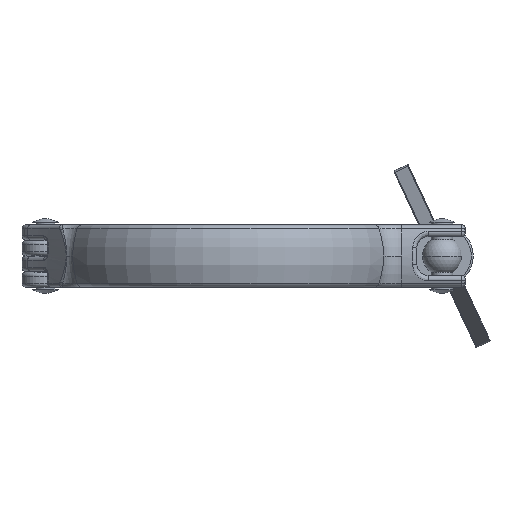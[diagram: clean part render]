
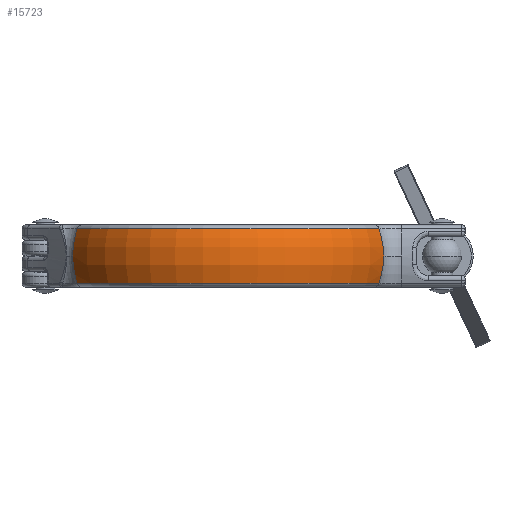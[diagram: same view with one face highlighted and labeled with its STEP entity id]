
A CAD part, front view. The second image highlights one B-rep face of the part: STEP entity #15723.
In plain terms, the highlighted toroidal (fillet/blend) face has major radius 23.75 mm and minor radius 20 mm.
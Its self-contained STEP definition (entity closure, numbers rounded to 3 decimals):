
#109 = CARTESIAN_POINT ( 'NONE',  ( 39.116, -16.554, -7.027 ) ) ;
#537 = CIRCLE ( 'NONE', #8968, 20. ) ;
#560 = EDGE_CURVE ( 'NONE', #10802, #7229, #537, .T. ) ;
#1014 = DIRECTION ( 'NONE',  ( 0.39, 0.921, 0. ) ) ;
#1238 = CARTESIAN_POINT ( 'NONE',  ( -21.433, -10.231, 0. ) ) ;
#2221 = DIRECTION ( 'NONE',  ( 0., 0., -1. ) ) ;
#2393 = TOROIDAL_SURFACE ( 'NONE', #11366, 23.75, 20. ) ;
#2581 = VERTEX_POINT ( 'NONE', #16027 ) ;
#3367 = CARTESIAN_POINT ( 'NONE',  ( 21.872, -9.256, 0. ) ) ;
#3745 = ORIENTED_EDGE ( 'NONE', *, *, #7333, .T. ) ;
#3748 = CARTESIAN_POINT ( 'NONE',  ( 0., 0., -7.027 ) ) ;
#4054 = AXIS2_PLACEMENT_3D ( 'NONE', #3748, #14972, #8660 ) ;
#4215 = CIRCLE ( 'NONE', #4736, 20. ) ;
#4609 = FACE_OUTER_BOUND ( 'NONE', #9105, .T. ) ;
#4618 = DIRECTION ( 'NONE',  ( 0.39, 0.921, 0. ) ) ;
#4736 = AXIS2_PLACEMENT_3D ( 'NONE', #1238, #16397, #5037 ) ;
#5001 = CIRCLE ( 'NONE', #7916, 42.475 ) ;
#5037 = DIRECTION ( 'NONE',  ( 0., 0., -1. ) ) ;
#5197 = VERTEX_POINT ( 'NONE', #10429 ) ;
#5544 = ORIENTED_EDGE ( 'NONE', *, *, #9482, .F. ) ;
#5839 = CARTESIAN_POINT ( 'NONE',  ( -38.332, -18.297, 7.027 ) ) ;
#5943 = DIRECTION ( 'NONE',  ( 1., 0., 0. ) ) ;
#5946 = DIRECTION ( 'NONE',  ( 0., 0., -1. ) ) ;
#6105 = EDGE_CURVE ( 'NONE', #13559, #5197, #4215, .T. ) ;
#6621 = CARTESIAN_POINT ( 'NONE',  ( 39.116, -16.554, 7.027 ) ) ;
#6943 = CARTESIAN_POINT ( 'NONE',  ( -21.433, -10.231, 0. ) ) ;
#7229 = VERTEX_POINT ( 'NONE', #12160 ) ;
#7333 = EDGE_CURVE ( 'NONE', #2581, #10622, #11177, .T. ) ;
#7421 = DIRECTION ( 'NONE',  ( 0., 0., 1. ) ) ;
#7916 = AXIS2_PLACEMENT_3D ( 'NONE', #16020, #13376, #13299 ) ;
#8414 = CIRCLE ( 'NONE', #12119, 20. ) ;
#8530 = DIRECTION ( 'NONE',  ( 0., 0., -1. ) ) ;
#8660 = DIRECTION ( 'NONE',  ( 1., 0., 0. ) ) ;
#8968 = AXIS2_PLACEMENT_3D ( 'NONE', #12335, #1014, #8530 ) ;
#9105 = EDGE_LOOP ( 'NONE', ( #13755, #10929, #3745, #5544, #9226, #9673 ) ) ;
#9226 = ORIENTED_EDGE ( 'NONE', *, *, #560, .F. ) ;
#9482 = EDGE_CURVE ( 'NONE', #7229, #10622, #11242, .T. ) ;
#9673 = ORIENTED_EDGE ( 'NONE', *, *, #14697, .F. ) ;
#9807 = CARTESIAN_POINT ( 'NONE',  ( 0., 0., 0. ) ) ;
#10429 = CARTESIAN_POINT ( 'NONE',  ( -39.483, -18.846, 0. ) ) ;
#10622 = VERTEX_POINT ( 'NONE', #109 ) ;
#10802 = VERTEX_POINT ( 'NONE', #6621 ) ;
#10929 = ORIENTED_EDGE ( 'NONE', *, *, #11825, .T. ) ;
#11177 = CIRCLE ( 'NONE', #4054, 42.475 ) ;
#11242 = CIRCLE ( 'NONE', #15244, 20. ) ;
#11366 = AXIS2_PLACEMENT_3D ( 'NONE', #9807, #7421, #5943 ) ;
#11825 = EDGE_CURVE ( 'NONE', #5197, #2581, #8414, .T. ) ;
#11993 = DIRECTION ( 'NONE',  ( 0.431, -0.902, 0. ) ) ;
#12119 = AXIS2_PLACEMENT_3D ( 'NONE', #6943, #11993, #5946 ) ;
#12160 = CARTESIAN_POINT ( 'NONE',  ( 40.29, -17.051, 0. ) ) ;
#12335 = CARTESIAN_POINT ( 'NONE',  ( 21.872, -9.256, 0. ) ) ;
#13299 = DIRECTION ( 'NONE',  ( 1., 0., 0. ) ) ;
#13376 = DIRECTION ( 'NONE',  ( 0., 0., 1. ) ) ;
#13559 = VERTEX_POINT ( 'NONE', #5839 ) ;
#13755 = ORIENTED_EDGE ( 'NONE', *, *, #6105, .T. ) ;
#14697 = EDGE_CURVE ( 'NONE', #13559, #10802, #5001, .T. ) ;
#14972 = DIRECTION ( 'NONE',  ( 0., 0., 1. ) ) ;
#15244 = AXIS2_PLACEMENT_3D ( 'NONE', #3367, #4618, #2221 ) ;
#15723 = ADVANCED_FACE ( 'NONE', ( #4609 ), #2393, .T. ) ;
#16020 = CARTESIAN_POINT ( 'NONE',  ( 0., 0., 7.027 ) ) ;
#16027 = CARTESIAN_POINT ( 'NONE',  ( -38.332, -18.297, -7.027 ) ) ;
#16397 = DIRECTION ( 'NONE',  ( 0.431, -0.902, 0. ) ) ;
